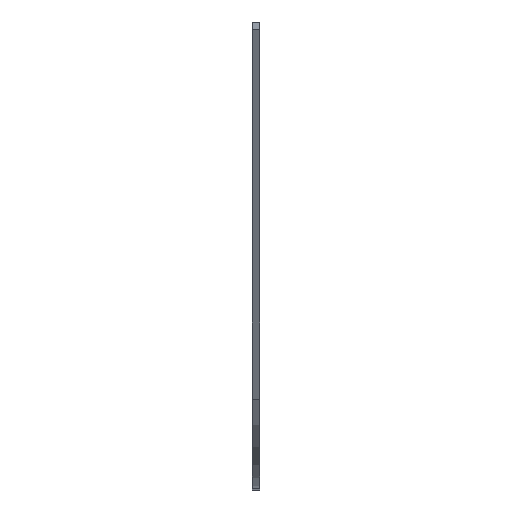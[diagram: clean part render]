
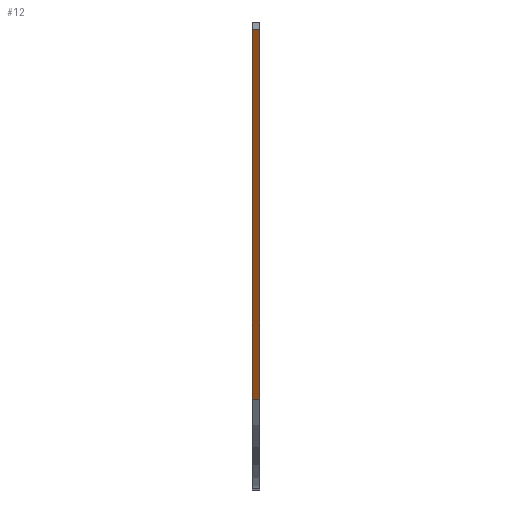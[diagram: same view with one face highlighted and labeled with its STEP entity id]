
A CAD part, top view. The second image highlights one B-rep face of the part: STEP entity #12.
In plain terms, the highlighted planar face has unit normal (0, -0.5, 0.866).
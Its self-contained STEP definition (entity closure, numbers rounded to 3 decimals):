
#12 = ADVANCED_FACE ( 'NONE', ( #169 ), #681, .F. ) ;
#58 = ORIENTED_EDGE ( 'NONE', *, *, #727, .T. ) ;
#138 = VECTOR ( 'NONE', #644, 1000. ) ;
#169 = FACE_OUTER_BOUND ( 'NONE', #972, .T. ) ;
#212 = CARTESIAN_POINT ( 'NONE',  ( 62., 28., 180. ) ) ;
#215 = CARTESIAN_POINT ( 'NONE',  ( 62., -71., 122.842 ) ) ;
#217 = ORIENTED_EDGE ( 'NONE', *, *, #1018, .T. ) ;
#232 = EDGE_CURVE ( 'NONE', #1183, #995, #622, .T. ) ;
#300 = DIRECTION ( 'NONE',  ( -1., 0., 0. ) ) ;
#425 = VECTOR ( 'NONE', #764, 1000. ) ;
#567 = DIRECTION ( 'NONE',  ( 0., 0.866, 0.5 ) ) ;
#621 = LINE ( 'NONE', #212, #1206 ) ;
#622 = LINE ( 'NONE', #215, #138 ) ;
#627 = EDGE_CURVE ( 'NONE', #1285, #1183, #621, .T. ) ;
#644 = DIRECTION ( 'NONE',  ( -1., 0., 0. ) ) ;
#648 = LINE ( 'NONE', #676, #425 ) ;
#676 = CARTESIAN_POINT ( 'NONE',  ( 60., 28., 180. ) ) ;
#681 = PLANE ( 'NONE',  #1212 ) ;
#682 = CARTESIAN_POINT ( 'NONE',  ( 62., 28., 180. ) ) ;
#711 = ORIENTED_EDGE ( 'NONE', *, *, #627, .F. ) ;
#727 = EDGE_CURVE ( 'NONE', #1073, #995, #648, .T. ) ;
#764 = DIRECTION ( 'NONE',  ( 0., -0.866, -0.5 ) ) ;
#887 = ORIENTED_EDGE ( 'NONE', *, *, #232, .F. ) ;
#925 = DIRECTION ( 'NONE',  ( 0., 0.5, -0.866 ) ) ;
#972 = EDGE_LOOP ( 'NONE', ( #58, #887, #711, #217 ) ) ;
#995 = VERTEX_POINT ( 'NONE', #1257 ) ;
#1018 = EDGE_CURVE ( 'NONE', #1285, #1073, #1350, .T. ) ;
#1050 = DIRECTION ( 'NONE',  ( 0., -0.866, -0.5 ) ) ;
#1066 = VECTOR ( 'NONE', #300, 1000. ) ;
#1073 = VERTEX_POINT ( 'NONE', #1266 ) ;
#1183 = VERTEX_POINT ( 'NONE', #1191 ) ;
#1191 = CARTESIAN_POINT ( 'NONE',  ( 62., -71., 122.842 ) ) ;
#1206 = VECTOR ( 'NONE', #1050, 1000. ) ;
#1211 = CARTESIAN_POINT ( 'NONE',  ( 62., 28., 180. ) ) ;
#1212 = AXIS2_PLACEMENT_3D ( 'NONE', #1211, #925, #567 ) ;
#1257 = CARTESIAN_POINT ( 'NONE',  ( 60., -71., 122.842 ) ) ;
#1266 = CARTESIAN_POINT ( 'NONE',  ( 60., 28., 180. ) ) ;
#1285 = VERTEX_POINT ( 'NONE', #682 ) ;
#1350 = LINE ( 'NONE', #1357, #1066 ) ;
#1357 = CARTESIAN_POINT ( 'NONE',  ( 62., 28., 180. ) ) ;
